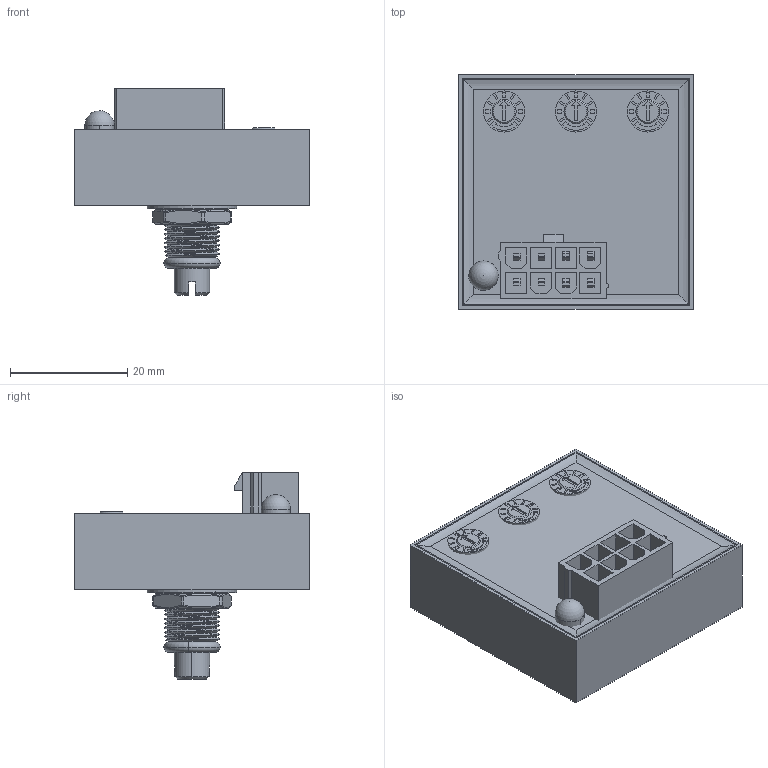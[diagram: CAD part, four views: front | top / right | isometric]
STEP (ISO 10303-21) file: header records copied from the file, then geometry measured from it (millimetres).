
FILE_DESCRIPTION (( 'STEP AP214' ), '1' );
FILE_NAME ('WAAB0201.STEP', '2015-10-20T09:59:37', ( 'PC440' ), ( 'Microsoft' ), 'SwSTEP 2.0', 'SolidWorks 2015', '' );
FILE_SCHEMA (( 'AUTOMOTIVE_DESIGN' ));
Length unit declared in the file: millimetre
Products named in the file (11): Assemblage pour step; Ecrou; Joint; Rondelle; Pot10K_Slotted Shaft; LEDd5R-cut; Resine 8pts; T7YA; COFNG010; WAAB0201; Minifit_8point_Droit
Assembly tree (12 placements, depth 3):
  WAAB0201
    COFNG010
    T7YA  x3
    Resine 8pts
    LEDd5R-cut
    Assemblage pour step
      Pot10K_Slotted Shaft
      Rondelle
      Joint
      Ecrou
    Minifit_8point_Droit
Bounding box: 40 x 40 x 35.25 mm (x, y, z)
Volume: 10408.3 mm3; surface area: 16238.7 mm2
Topology: 10 solids, 16 shells, 979 faces, 2581 edges, 1709 vertices
Faces by surface type: plane 701, cylinder 123, bspline 108, cone 33, torus 12, sphere 2
Entity records: 35419 total; most frequent: CARTESIAN_POINT 12086, ORIENTED_EDGE 4116, DIRECTION 3218, EDGE_CURVE 2066, LINE 1398, VECTOR 1398, VERTEX_POINT 1366, AXIS2_PLACEMENT_3D 910
